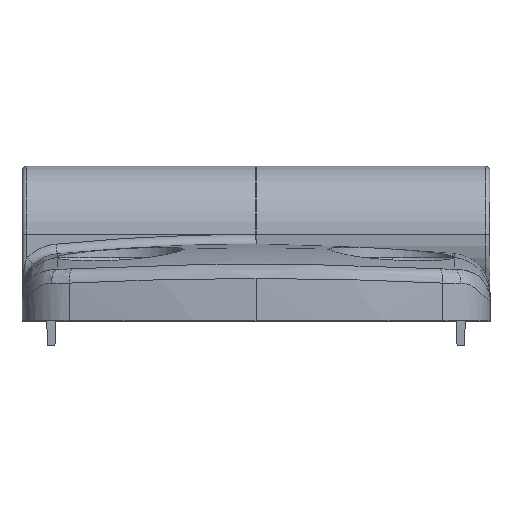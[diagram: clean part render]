
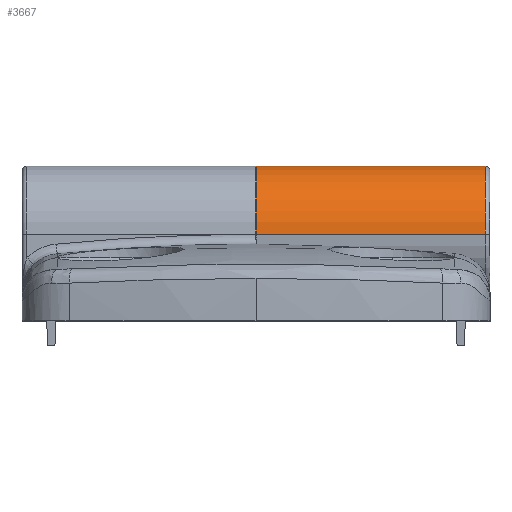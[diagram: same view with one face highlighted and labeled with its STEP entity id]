
A CAD part, top view. The second image highlights one B-rep face of the part: STEP entity #3667.
In plain terms, the highlighted cylindrical face has radius 7 mm (diameter 14 mm), a partial arc.
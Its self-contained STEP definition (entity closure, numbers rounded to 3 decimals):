
#67 = LINE ( 'NONE', #687, #1721 ) ;
#239 = CARTESIAN_POINT ( 'NONE',  ( 23.5, 8.9, -7. ) ) ;
#246 = CARTESIAN_POINT ( 'NONE',  ( 0., 8.9, 7. ) ) ;
#342 = FACE_OUTER_BOUND ( 'NONE', #364, .T. ) ;
#364 = EDGE_LOOP ( 'NONE', ( #4027, #3185, #2344, #536 ) ) ;
#536 = ORIENTED_EDGE ( 'NONE', *, *, #1311, .T. ) ;
#687 = CARTESIAN_POINT ( 'NONE',  ( 24., 8.9, -7. ) ) ;
#724 = DIRECTION ( 'NONE',  ( 0., 0., -1. ) ) ;
#758 = DIRECTION ( 'NONE',  ( 1., 0., 0. ) ) ;
#768 = CARTESIAN_POINT ( 'NONE',  ( 0., 8.9, 0. ) ) ;
#781 = DIRECTION ( 'NONE',  ( -1., 0., 0. ) ) ;
#1002 = VERTEX_POINT ( 'NONE', #3544 ) ;
#1115 = AXIS2_PLACEMENT_3D ( 'NONE', #768, #758, #724 ) ;
#1182 = EDGE_CURVE ( 'NONE', #1002, #1572, #3900, .T. ) ;
#1271 = CARTESIAN_POINT ( 'NONE',  ( 0., 8.9, -7. ) ) ;
#1311 = EDGE_CURVE ( 'NONE', #2885, #1451, #1915, .T. ) ;
#1337 = EDGE_CURVE ( 'NONE', #1572, #2885, #67, .T. ) ;
#1451 = VERTEX_POINT ( 'NONE', #246 ) ;
#1471 = DIRECTION ( 'NONE',  ( -1., 0., 0. ) ) ;
#1572 = VERTEX_POINT ( 'NONE', #239 ) ;
#1630 = DIRECTION ( 'NONE',  ( 0., 0., 1. ) ) ;
#1659 = DIRECTION ( 'NONE',  ( -1., 0., 0. ) ) ;
#1663 = CARTESIAN_POINT ( 'NONE',  ( 23.5, 8.9, 0. ) ) ;
#1721 = VECTOR ( 'NONE', #781, 1000. ) ;
#1890 = AXIS2_PLACEMENT_3D ( 'NONE', #1663, #1659, #1630 ) ;
#1915 = CIRCLE ( 'NONE', #1115, 7. ) ;
#1953 = DIRECTION ( 'NONE',  ( 0., 0., 1. ) ) ;
#2237 = AXIS2_PLACEMENT_3D ( 'NONE', #3189, #3775, #1953 ) ;
#2344 = ORIENTED_EDGE ( 'NONE', *, *, #1337, .T. ) ;
#2355 = CARTESIAN_POINT ( 'NONE',  ( 24., 8.9, 7. ) ) ;
#2463 = EDGE_CURVE ( 'NONE', #1002, #1451, #2907, .T. ) ;
#2467 = CYLINDRICAL_SURFACE ( 'NONE', #2237, 7. ) ;
#2885 = VERTEX_POINT ( 'NONE', #1271 ) ;
#2907 = LINE ( 'NONE', #2355, #3111 ) ;
#3111 = VECTOR ( 'NONE', #1471, 1000. ) ;
#3185 = ORIENTED_EDGE ( 'NONE', *, *, #1182, .T. ) ;
#3189 = CARTESIAN_POINT ( 'NONE',  ( 24., 8.9, 0. ) ) ;
#3544 = CARTESIAN_POINT ( 'NONE',  ( 23.5, 8.9, 7. ) ) ;
#3667 = ADVANCED_FACE ( 'NONE', ( #342 ), #2467, .T. ) ;
#3775 = DIRECTION ( 'NONE',  ( -1., 0., 0. ) ) ;
#3900 = CIRCLE ( 'NONE', #1890, 7. ) ;
#4027 = ORIENTED_EDGE ( 'NONE', *, *, #2463, .F. ) ;
